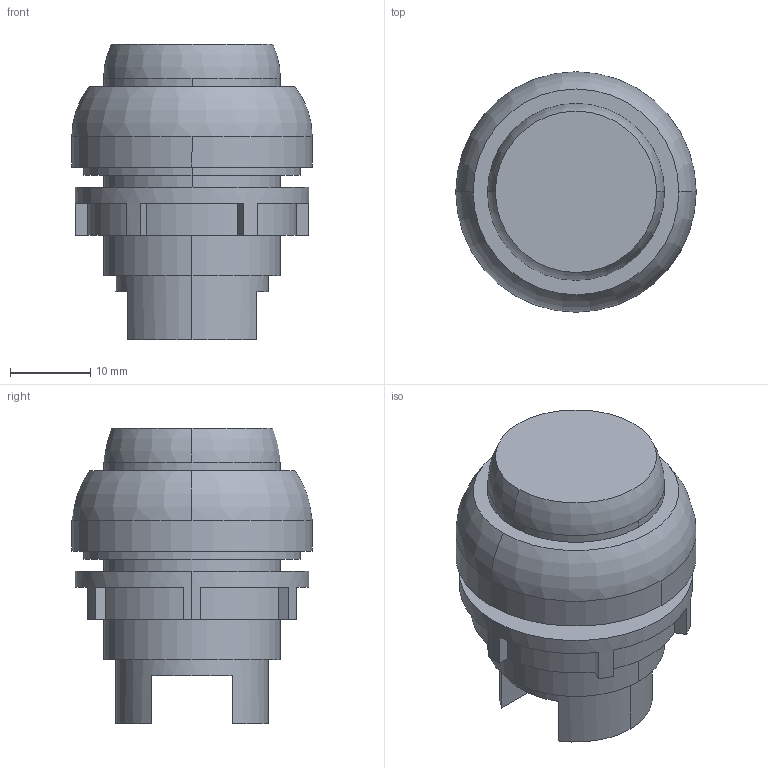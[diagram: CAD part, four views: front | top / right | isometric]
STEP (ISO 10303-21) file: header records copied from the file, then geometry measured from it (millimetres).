
FILE_DESCRIPTION(('STEP AP214'),'1');
FILE_NAME('tete_023852_ew.stp','2017-05-10T14:48:01',('TraceParts'),('TraceParts S.A.'),'Spatial InterOp 3D',' ',' ');
FILE_SCHEMA(('automotive_design'));
Length unit declared in the file: millimetre
Products named in the file (2): tete_023852_ew_1; tete_023852_ew_2
Bounding box: 29.9 x 29.9 x 36.8 mm (x, y, z)
Volume: 16306.5 mm3; surface area: 5524.4 mm2
Topology: 2 solids, 2 shells, 54 faces, 140 edges, 94 vertices
Faces by surface type: plane 30, cylinder 20, torus 4
Entity records: 1724 total; most frequent: DIRECTION 322, CARTESIAN_POINT 290, ORIENTED_EDGE 280, EDGE_CURVE 140, AXIS2_PLACEMENT_3D 126, VERTEX_POINT 94, CIRCLE 70, LINE 70
